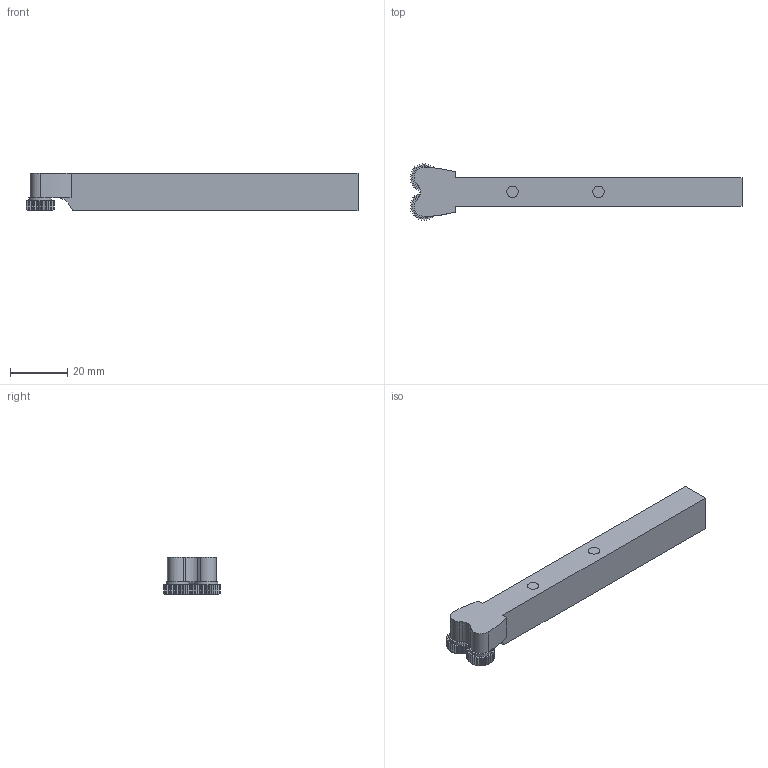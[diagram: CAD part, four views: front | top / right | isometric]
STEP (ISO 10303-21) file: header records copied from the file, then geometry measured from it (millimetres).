
FILE_DESCRIPTION(/* description */ (''),/* implementation_level */ '2;1');
FILE_NAME(/* name */ '32000419.stp',/* time_stamp */ '2022-02-15T15:00:17+01:00',/* author */ ('bueker'),/* organization */ (''),/* preprocessor_version */ 'ST-DEVELOPER v18.1',/* originating_system */ 'Autodesk Inventor 2022',/* authorisation */ '');
FILE_SCHEMA (('AUTOMOTIVE_DESIGN { 1 0 10303 214 3 1 1 }','INTEGRATED_CNC_SCHEMA'));
Length unit declared in the file: millimetre
Products named in the file (3): 31000220; 42010391; 32000419
Assembly tree (3 placements, depth 2):
  31000220
    42010391  x2
    32000419
Bounding box: 115.69 x 19.76 x 13.02 mm (x, y, z)
Volume: 15444.9 mm3; surface area: 6455.6 mm2
Topology: 3 solids, 3 shells, 243 faces, 679 edges, 450 vertices
Faces by surface type: plane 149, cone 70, cylinder 20, torus 4
Full cylindrical faces by diameter (mm): 6 x4, 7.5 x4, 7.7 x2, 8 x2
Entity records: 4472 total; most frequent: CARTESIAN_POINT 893, ORIENTED_EDGE 752, DIRECTION 688, EDGE_CURVE 376, VERTEX_POINT 249, AXIS2_PLACEMENT_3D 230, LINE 228, VECTOR 228
